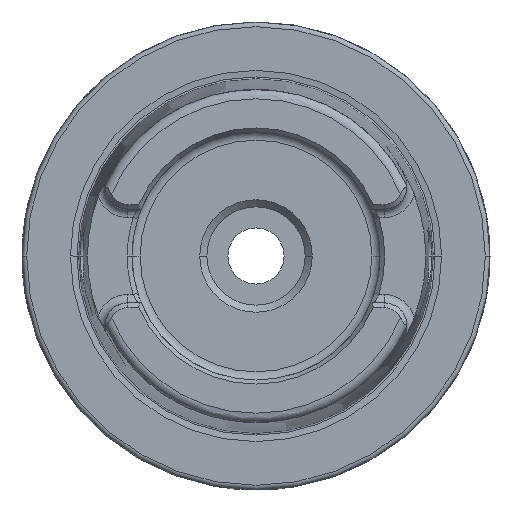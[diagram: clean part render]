
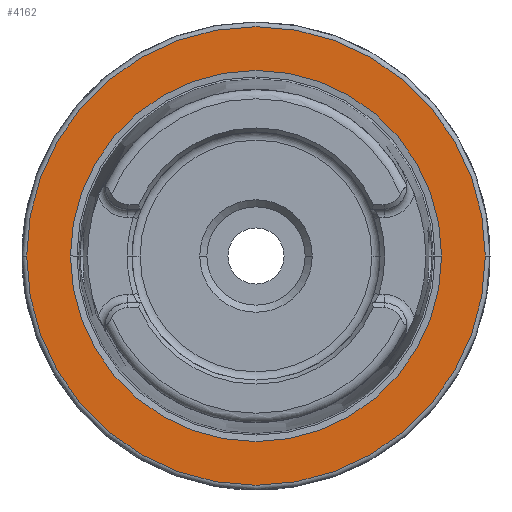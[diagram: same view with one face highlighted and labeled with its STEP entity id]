
A CAD part, left-side view. The second image highlights one B-rep face of the part: STEP entity #4162.
In plain terms, the highlighted planar face has unit normal (-1, 0, 0).
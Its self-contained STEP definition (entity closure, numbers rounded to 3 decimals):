
#128 = VERTEX_POINT ( 'NONE', #1097 ) ;
#329 = DIRECTION ( 'NONE',  ( 1., 0., 0. ) ) ;
#574 = ORIENTED_EDGE ( 'NONE', *, *, #10599, .F. ) ;
#887 = DIRECTION ( 'NONE',  ( 0., 0., 1. ) ) ;
#1090 = AXIS2_PLACEMENT_3D ( 'NONE', #3828, #5565, #887 ) ;
#1097 = CARTESIAN_POINT ( 'NONE',  ( 0., 0., -49. ) ) ;
#1588 = DIRECTION ( 'NONE',  ( 1., 0., 0. ) ) ;
#1792 = FACE_BOUND ( 'NONE', #2613, .T. ) ;
#2613 = EDGE_LOOP ( 'NONE', ( #7514, #3594 ) ) ;
#2895 = VERTEX_POINT ( 'NONE', #7058 ) ;
#3379 = AXIS2_PLACEMENT_3D ( 'NONE', #3685, #329, #8970 ) ;
#3594 = ORIENTED_EDGE ( 'NONE', *, *, #10463, .T. ) ;
#3685 = CARTESIAN_POINT ( 'NONE',  ( 0., 0., 0. ) ) ;
#3696 = EDGE_LOOP ( 'NONE', ( #574, #8082 ) ) ;
#3828 = CARTESIAN_POINT ( 'NONE',  ( 0., 39.647, 0. ) ) ;
#4162 = ADVANCED_FACE ( 'NONE', ( #1792, #8265 ), #8735, .T. ) ;
#4987 = AXIS2_PLACEMENT_3D ( 'NONE', #5075, #5301, #8805 ) ;
#5075 = CARTESIAN_POINT ( 'NONE',  ( 0., 0., 0. ) ) ;
#5301 = DIRECTION ( 'NONE',  ( 1., 0., 0. ) ) ;
#5381 = CIRCLE ( 'NONE', #3379, 39.647 ) ;
#5556 = VERTEX_POINT ( 'NONE', #7113 ) ;
#5565 = DIRECTION ( 'NONE',  ( -1., 0., 0. ) ) ;
#6311 = AXIS2_PLACEMENT_3D ( 'NONE', #8349, #7368, #10845 ) ;
#6464 = CIRCLE ( 'NONE', #4987, 49. ) ;
#7058 = CARTESIAN_POINT ( 'NONE',  ( 0., 0., 49. ) ) ;
#7113 = CARTESIAN_POINT ( 'NONE',  ( 0., 0., -39.647 ) ) ;
#7368 = DIRECTION ( 'NONE',  ( 1., 0., 0. ) ) ;
#7514 = ORIENTED_EDGE ( 'NONE', *, *, #10313, .T. ) ;
#7932 = AXIS2_PLACEMENT_3D ( 'NONE', #10492, #1588, #11299 ) ;
#8082 = ORIENTED_EDGE ( 'NONE', *, *, #10320, .F. ) ;
#8265 = FACE_OUTER_BOUND ( 'NONE', #3696, .T. ) ;
#8334 = CIRCLE ( 'NONE', #6311, 49. ) ;
#8349 = CARTESIAN_POINT ( 'NONE',  ( 0., 0., 0. ) ) ;
#8476 = CIRCLE ( 'NONE', #7932, 39.647 ) ;
#8735 = PLANE ( 'NONE',  #1090 ) ;
#8805 = DIRECTION ( 'NONE',  ( 0., 0., -1. ) ) ;
#8970 = DIRECTION ( 'NONE',  ( 0., 0., -1. ) ) ;
#9513 = VERTEX_POINT ( 'NONE', #9724 ) ;
#9724 = CARTESIAN_POINT ( 'NONE',  ( 0., 0., 39.647 ) ) ;
#10313 = EDGE_CURVE ( 'NONE', #9513, #5556, #8476, .T. ) ;
#10320 = EDGE_CURVE ( 'NONE', #2895, #128, #6464, .T. ) ;
#10463 = EDGE_CURVE ( 'NONE', #5556, #9513, #5381, .T. ) ;
#10492 = CARTESIAN_POINT ( 'NONE',  ( 0., 0., 0. ) ) ;
#10599 = EDGE_CURVE ( 'NONE', #128, #2895, #8334, .T. ) ;
#10845 = DIRECTION ( 'NONE',  ( 0., 0., -1. ) ) ;
#11299 = DIRECTION ( 'NONE',  ( 0., 0., -1. ) ) ;
